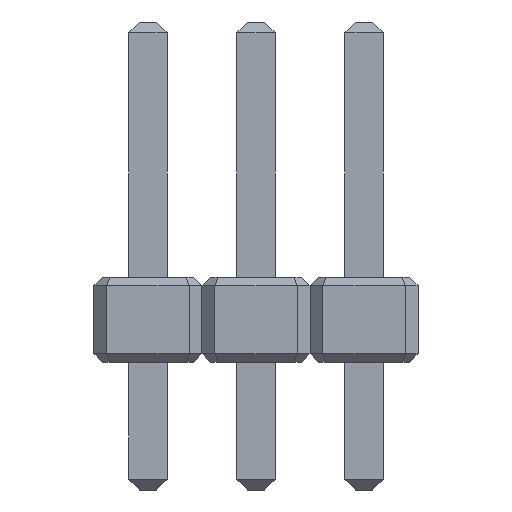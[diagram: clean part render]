
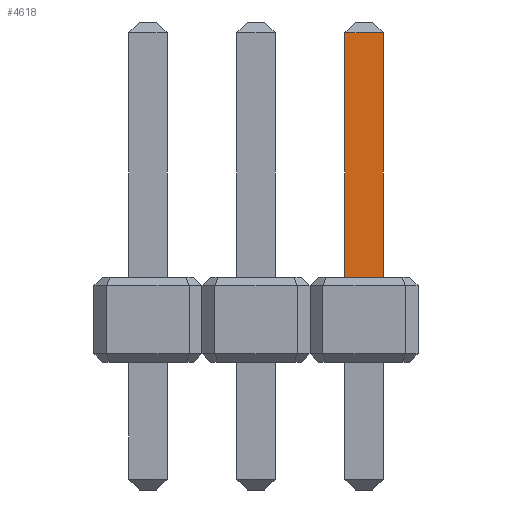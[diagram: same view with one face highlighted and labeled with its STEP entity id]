
A CAD part, front view. The second image highlights one B-rep face of the part: STEP entity #4618.
In plain terms, the highlighted planar face has unit normal (0, -1, 0).
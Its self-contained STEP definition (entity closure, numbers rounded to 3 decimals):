
#1771 = PLANE('',#1772);
#1772 = AXIS2_PLACEMENT_3D('',#1773,#1774,#1775);
#1773 = CARTESIAN_POINT('',(2.54,-1.27,2.1));
#1774 = DIRECTION('',(0.,0.,1.));
#1775 = DIRECTION('',(1.,0.,0.));
#3050 = VERTEX_POINT('',#3051);
#3051 = CARTESIAN_POINT('',(2.09,-1.72,2.1));
#3064 = PLANE('',#3065);
#3065 = AXIS2_PLACEMENT_3D('',#3066,#3067,#3068);
#3066 = CARTESIAN_POINT('',(2.09,-1.72,8.1));
#3067 = DIRECTION('',(-1.,0.,0.));
#3068 = DIRECTION('',(0.,-1.,0.));
#3102 = VERTEX_POINT('',#3103);
#3103 = CARTESIAN_POINT('',(2.99,-1.72,2.1));
#3116 = PLANE('',#3117);
#3117 = AXIS2_PLACEMENT_3D('',#3118,#3119,#3120);
#3118 = CARTESIAN_POINT('',(2.99,-1.72,8.1));
#3119 = DIRECTION('',(-1.,0.,0.));
#3120 = DIRECTION('',(0.,-1.,0.));
#3127 = EDGE_CURVE('',#3050,#3102,#3128,.T.);
#3128 = SURFACE_CURVE('',#3129,(#3133,#3139),.PCURVE_S1.);
#3129 = LINE('',#3130,#3131);
#3130 = CARTESIAN_POINT('',(2.765,-1.72,2.1));
#3131 = VECTOR('',#3132,1.);
#3132 = DIRECTION('',(1.,0.,0.));
#3133 = PCURVE('',#1771,#3134);
#3134 = DEFINITIONAL_REPRESENTATION('',(#3135),#3138);
#3135 = B_SPLINE_CURVE_WITH_KNOTS('',1,(#3136,#3137),.UNSPECIFIED.,.F.,
  .F.,(2,2),(-0.765,0.315),.PIECEWISE_BEZIER_KNOTS.);
#3136 = CARTESIAN_POINT('',(-0.54,-0.45));
#3137 = CARTESIAN_POINT('',(0.54,-0.45));
#3138 = ( GEOMETRIC_REPRESENTATION_CONTEXT(2) 
PARAMETRIC_REPRESENTATION_CONTEXT() REPRESENTATION_CONTEXT('2D SPACE',''
  ) );
#3139 = PCURVE('',#3140,#3145);
#3140 = PLANE('',#3141);
#3141 = AXIS2_PLACEMENT_3D('',#3142,#3143,#3144);
#3142 = CARTESIAN_POINT('',(2.99,-1.72,8.1));
#3143 = DIRECTION('',(0.,-1.,0.));
#3144 = DIRECTION('',(1.,0.,0.));
#3145 = DEFINITIONAL_REPRESENTATION('',(#3146),#3149);
#3146 = B_SPLINE_CURVE_WITH_KNOTS('',1,(#3147,#3148),.UNSPECIFIED.,.F.,
  .F.,(2,2),(-0.765,0.315),.PIECEWISE_BEZIER_KNOTS.);
#3147 = CARTESIAN_POINT('',(-0.99,-6.));
#3148 = CARTESIAN_POINT('',(0.09,-6.));
#3149 = ( GEOMETRIC_REPRESENTATION_CONTEXT(2) 
PARAMETRIC_REPRESENTATION_CONTEXT() REPRESENTATION_CONTEXT('2D SPACE',''
  ) );
#4547 = VERTEX_POINT('',#4548);
#4548 = CARTESIAN_POINT('',(2.09,-1.72,7.85));
#4598 = EDGE_CURVE('',#4547,#3050,#4599,.T.);
#4599 = SURFACE_CURVE('',#4600,(#4604,#4611),.PCURVE_S1.);
#4600 = LINE('',#4601,#4602);
#4601 = CARTESIAN_POINT('',(2.09,-1.72,8.1));
#4602 = VECTOR('',#4603,1.);
#4603 = DIRECTION('',(0.,0.,-1.));
#4604 = PCURVE('',#3064,#4605);
#4605 = DEFINITIONAL_REPRESENTATION('',(#4606),#4610);
#4606 = LINE('',#4607,#4608);
#4607 = CARTESIAN_POINT('',(0.,0.));
#4608 = VECTOR('',#4609,1.);
#4609 = DIRECTION('',(0.,-1.));
#4610 = ( GEOMETRIC_REPRESENTATION_CONTEXT(2) 
PARAMETRIC_REPRESENTATION_CONTEXT() REPRESENTATION_CONTEXT('2D SPACE',''
  ) );
#4611 = PCURVE('',#3140,#4612);
#4612 = DEFINITIONAL_REPRESENTATION('',(#4613),#4617);
#4613 = LINE('',#4614,#4615);
#4614 = CARTESIAN_POINT('',(-0.9,0.));
#4615 = VECTOR('',#4616,1.);
#4616 = DIRECTION('',(0.,-1.));
#4617 = ( GEOMETRIC_REPRESENTATION_CONTEXT(2) 
PARAMETRIC_REPRESENTATION_CONTEXT() REPRESENTATION_CONTEXT('2D SPACE',''
  ) );
#4618 = ADVANCED_FACE('',(#4619),#3140,.T.);
#4619 = FACE_BOUND('',#4620,.T.);
#4620 = EDGE_LOOP('',(#4621,#4649,#4650,#4651));
#4621 = ORIENTED_EDGE('',*,*,#4622,.T.);
#4622 = EDGE_CURVE('',#4623,#4547,#4625,.T.);
#4623 = VERTEX_POINT('',#4624);
#4624 = CARTESIAN_POINT('',(2.99,-1.72,7.85));
#4625 = SURFACE_CURVE('',#4626,(#4630,#4637),.PCURVE_S1.);
#4626 = LINE('',#4627,#4628);
#4627 = CARTESIAN_POINT('',(2.09,-1.72,7.85));
#4628 = VECTOR('',#4629,1.);
#4629 = DIRECTION('',(-1.,0.,0.));
#4630 = PCURVE('',#3140,#4631);
#4631 = DEFINITIONAL_REPRESENTATION('',(#4632),#4636);
#4632 = LINE('',#4633,#4634);
#4633 = CARTESIAN_POINT('',(-0.9,-0.25));
#4634 = VECTOR('',#4635,1.);
#4635 = DIRECTION('',(-1.,0.));
#4636 = ( GEOMETRIC_REPRESENTATION_CONTEXT(2) 
PARAMETRIC_REPRESENTATION_CONTEXT() REPRESENTATION_CONTEXT('2D SPACE',''
  ) );
#4637 = PCURVE('',#4638,#4643);
#4638 = PLANE('',#4639);
#4639 = AXIS2_PLACEMENT_3D('',#4640,#4641,#4642);
#4640 = CARTESIAN_POINT('',(2.99,-1.72,7.85));
#4641 = DIRECTION('',(0.,-0.707,0.707
    ));
#4642 = DIRECTION('',(1.,0.,0.));
#4643 = DEFINITIONAL_REPRESENTATION('',(#4644),#4648);
#4644 = LINE('',#4645,#4646);
#4645 = CARTESIAN_POINT('',(-0.9,0.));
#4646 = VECTOR('',#4647,1.);
#4647 = DIRECTION('',(-1.,0.));
#4648 = ( GEOMETRIC_REPRESENTATION_CONTEXT(2) 
PARAMETRIC_REPRESENTATION_CONTEXT() REPRESENTATION_CONTEXT('2D SPACE',''
  ) );
#4649 = ORIENTED_EDGE('',*,*,#4598,.T.);
#4650 = ORIENTED_EDGE('',*,*,#3127,.T.);
#4651 = ORIENTED_EDGE('',*,*,#4652,.F.);
#4652 = EDGE_CURVE('',#4623,#3102,#4653,.T.);
#4653 = SURFACE_CURVE('',#4654,(#4658,#4665),.PCURVE_S1.);
#4654 = LINE('',#4655,#4656);
#4655 = CARTESIAN_POINT('',(2.99,-1.72,8.1));
#4656 = VECTOR('',#4657,1.);
#4657 = DIRECTION('',(0.,0.,-1.));
#4658 = PCURVE('',#3140,#4659);
#4659 = DEFINITIONAL_REPRESENTATION('',(#4660),#4664);
#4660 = LINE('',#4661,#4662);
#4661 = CARTESIAN_POINT('',(0.,0.));
#4662 = VECTOR('',#4663,1.);
#4663 = DIRECTION('',(0.,-1.));
#4664 = ( GEOMETRIC_REPRESENTATION_CONTEXT(2) 
PARAMETRIC_REPRESENTATION_CONTEXT() REPRESENTATION_CONTEXT('2D SPACE',''
  ) );
#4665 = PCURVE('',#3116,#4666);
#4666 = DEFINITIONAL_REPRESENTATION('',(#4667),#4671);
#4667 = LINE('',#4668,#4669);
#4668 = CARTESIAN_POINT('',(0.,0.));
#4669 = VECTOR('',#4670,1.);
#4670 = DIRECTION('',(0.,-1.));
#4671 = ( GEOMETRIC_REPRESENTATION_CONTEXT(2) 
PARAMETRIC_REPRESENTATION_CONTEXT() REPRESENTATION_CONTEXT('2D SPACE',''
  ) );
